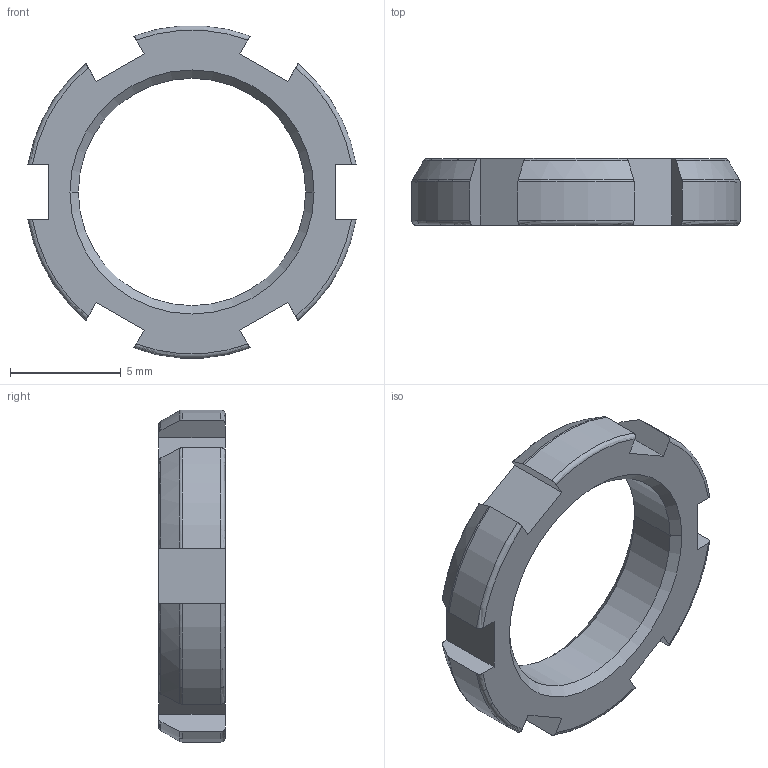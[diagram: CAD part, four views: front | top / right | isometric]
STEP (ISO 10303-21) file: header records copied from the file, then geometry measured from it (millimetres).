
FILE_DESCRIPTION((''),'2;1');
FILE_NAME('00044034','2014-02-26T',('SUnterbluemhuber'),(''),'PRO/ENGINEER BY PARAMETRIC TECHNOLOGY CORPORATION, 2013050','PRO/ENGINEER BY PARAMETRIC TECHNOLOGY CORPORATION, 2013050','');
FILE_SCHEMA(('AUTOMOTIVE_DESIGN { 1 0 10303 214 1 1 1 1 }'));
Length unit declared in the file: millimetre
Products named in the file (1): 00044034
Bounding box: 14.79 x 3 x 14.96 mm (x, y, z)
Volume: 224.2 mm3; surface area: 394.1 mm2
Topology: 1 solids, 1 shells, 56 faces, 158 edges, 104 vertices
Faces by surface type: plane 20, torus 18, cone 10, cylinder 8
Entity records: 2607 total; most frequent: CARTESIAN_POINT 550, ORIENTED_EDGE 316, DIRECTION 266, PRESENTATION_STYLE_ASSIGNMENT 159, STYLED_ITEM 159, CURVE_STYLE 158, EDGE_CURVE 158, VERTEX_POINT 104
